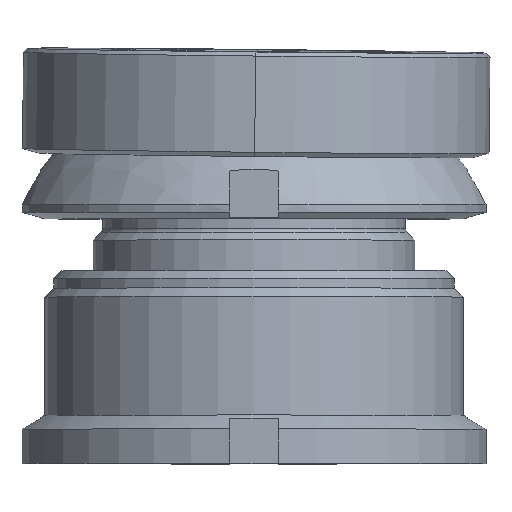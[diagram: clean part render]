
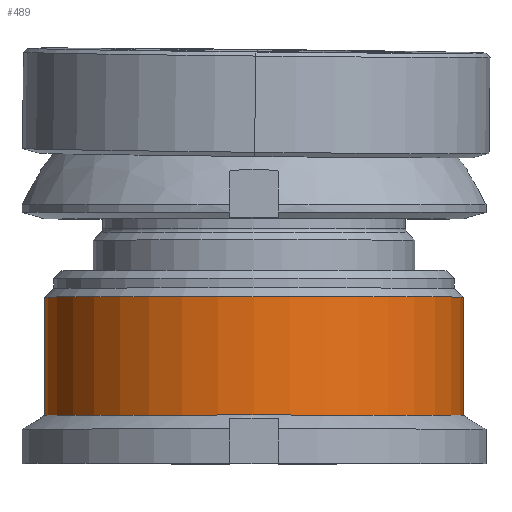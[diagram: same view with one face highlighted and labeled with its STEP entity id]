
A CAD part, top view. The second image highlights one B-rep face of the part: STEP entity #489.
In plain terms, the highlighted cylindrical face has radius 26 mm (diameter 52 mm), a partial arc.
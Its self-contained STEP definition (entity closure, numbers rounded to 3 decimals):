
#97 = VERTEX_POINT ( 'NONE', #1883 ) ;
#186 = CARTESIAN_POINT ( 'NONE',  ( -26., 8.27, 0. ) ) ;
#489 = ADVANCED_FACE ( 'NONE', ( #2792 ), #931, .T. ) ;
#501 = DIRECTION ( 'NONE',  ( 0., 1., 0. ) ) ;
#534 = LINE ( 'NONE', #186, #2453 ) ;
#621 = ORIENTED_EDGE ( 'NONE', *, *, #2400, .T. ) ;
#643 = EDGE_CURVE ( 'NONE', #946, #1928, #975, .T. ) ;
#661 = ORIENTED_EDGE ( 'NONE', *, *, #643, .T. ) ;
#931 = CYLINDRICAL_SURFACE ( 'NONE', #1091, 26. ) ;
#946 = VERTEX_POINT ( 'NONE', #1504 ) ;
#975 = LINE ( 'NONE', #2417, #1758 ) ;
#998 = DIRECTION ( 'NONE',  ( -1., 0., 0. ) ) ;
#1027 = CARTESIAN_POINT ( 'NONE',  ( 26., 0.431, 0. ) ) ;
#1091 = AXIS2_PLACEMENT_3D ( 'NONE', #2262, #2274, #998 ) ;
#1199 = AXIS2_PLACEMENT_3D ( 'NONE', #3248, #2759, #1701 ) ;
#1496 = EDGE_CURVE ( 'NONE', #1796, #1928, #1908, .T. ) ;
#1504 = CARTESIAN_POINT ( 'NONE',  ( 26., -14.269, 0. ) ) ;
#1664 = CIRCLE ( 'NONE', #1199, 26. ) ;
#1701 = DIRECTION ( 'NONE',  ( -1., 0., 0. ) ) ;
#1758 = VECTOR ( 'NONE', #2678, 1000. ) ;
#1761 = EDGE_CURVE ( 'NONE', #97, #1796, #534, .T. ) ;
#1764 = ORIENTED_EDGE ( 'NONE', *, *, #1761, .F. ) ;
#1796 = VERTEX_POINT ( 'NONE', #3201 ) ;
#1883 = CARTESIAN_POINT ( 'NONE',  ( -26., -14.269, 0. ) ) ;
#1908 = CIRCLE ( 'NONE', #1915, 26. ) ;
#1915 = AXIS2_PLACEMENT_3D ( 'NONE', #2837, #501, #2551 ) ;
#1928 = VERTEX_POINT ( 'NONE', #1027 ) ;
#2172 = EDGE_LOOP ( 'NONE', ( #621, #661, #2519, #1764 ) ) ;
#2262 = CARTESIAN_POINT ( 'NONE',  ( 0., 8.27, 0. ) ) ;
#2274 = DIRECTION ( 'NONE',  ( 0., 1., 0. ) ) ;
#2400 = EDGE_CURVE ( 'NONE', #97, #946, #1664, .T. ) ;
#2417 = CARTESIAN_POINT ( 'NONE',  ( 26., 8.27, 0. ) ) ;
#2453 = VECTOR ( 'NONE', #2699, 1000. ) ;
#2519 = ORIENTED_EDGE ( 'NONE', *, *, #1496, .F. ) ;
#2551 = DIRECTION ( 'NONE',  ( -1., 0., 0. ) ) ;
#2678 = DIRECTION ( 'NONE',  ( 0., 1., 0. ) ) ;
#2699 = DIRECTION ( 'NONE',  ( 0., 1., 0. ) ) ;
#2759 = DIRECTION ( 'NONE',  ( 0., 1., 0. ) ) ;
#2792 = FACE_OUTER_BOUND ( 'NONE', #2172, .T. ) ;
#2837 = CARTESIAN_POINT ( 'NONE',  ( 0., 0.431, 0. ) ) ;
#3201 = CARTESIAN_POINT ( 'NONE',  ( -26., 0.431, 0. ) ) ;
#3248 = CARTESIAN_POINT ( 'NONE',  ( 0., -14.269, 0. ) ) ;
